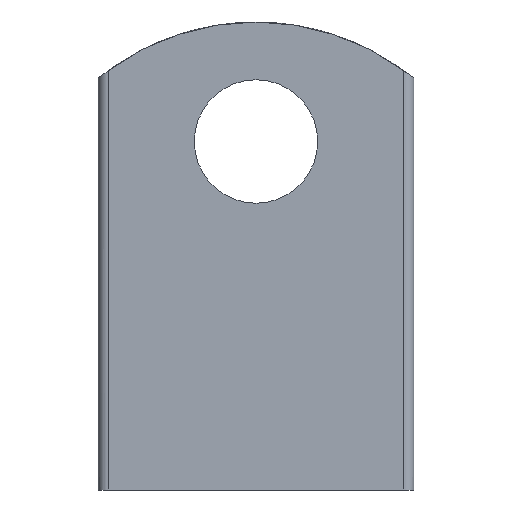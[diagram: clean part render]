
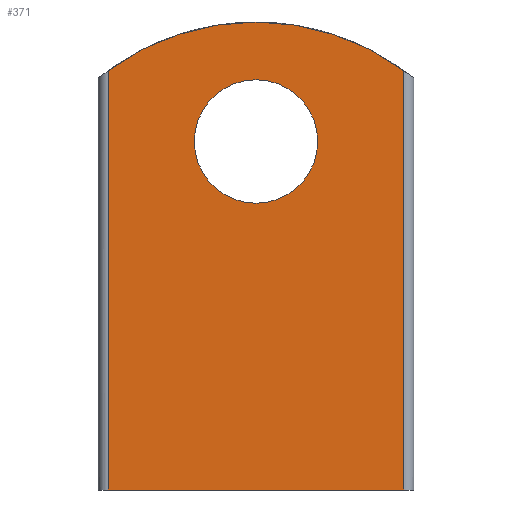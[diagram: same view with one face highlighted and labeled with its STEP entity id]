
A CAD part, front view. The second image highlights one B-rep face of the part: STEP entity #371.
In plain terms, the highlighted planar face has unit normal (0, -1, 0).
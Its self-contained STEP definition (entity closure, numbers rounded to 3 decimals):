
#93 = DIRECTION ( 'NONE',  ( 1., 0., 0. ) ) ;
#94 = ORIENTED_EDGE ( 'NONE', *, *, #1112, .T. ) ;
#204 = CARTESIAN_POINT ( 'NONE',  ( 14.85, -4.25, 8. ) ) ;
#205 = CARTESIAN_POINT ( 'NONE',  ( 14.85, -4.25, 27.112 ) ) ;
#236 = ORIENTED_EDGE ( 'NONE', *, *, #1613, .T. ) ;
#238 = EDGE_LOOP ( 'NONE', ( #294, #236, #2696, #94 ) ) ;
#288 = EDGE_CURVE ( 'NONE', #2655, #1654, #408, .T. ) ;
#294 = ORIENTED_EDGE ( 'NONE', *, *, #1717, .T. ) ;
#371 = ADVANCED_FACE ( 'NONE', ( #3407, #1617 ), #2835, .T. ) ;
#393 = CARTESIAN_POINT ( 'NONE',  ( 0., -4.25, 20. ) ) ;
#408 = CIRCLE ( 'NONE', #1458, 6.2 ) ;
#638 = VERTEX_POINT ( 'NONE', #3607 ) ;
#730 = CIRCLE ( 'NONE', #1580, 25. ) ;
#1112 = EDGE_CURVE ( 'NONE', #638, #3340, #3685, .T. ) ;
#1241 = DIRECTION ( 'NONE',  ( 0., -1., 0. ) ) ;
#1331 = DIRECTION ( 'NONE',  ( 0., 0., -1. ) ) ;
#1376 = CARTESIAN_POINT ( 'NONE',  ( -14.85, -4.25, -15. ) ) ;
#1458 = AXIS2_PLACEMENT_3D ( 'NONE', #393, #1241, #1774 ) ;
#1580 = AXIS2_PLACEMENT_3D ( 'NONE', #3356, #2223, #1331 ) ;
#1613 = EDGE_CURVE ( 'NONE', #3597, #3115, #1692, .T. ) ;
#1617 = FACE_OUTER_BOUND ( 'NONE', #238, .T. ) ;
#1654 = VERTEX_POINT ( 'NONE', #2658 ) ;
#1692 = LINE ( 'NONE', #2871, #3810 ) ;
#1717 = EDGE_CURVE ( 'NONE', #3340, #3597, #730, .T. ) ;
#1774 = DIRECTION ( 'NONE',  ( 1., 0., 0. ) ) ;
#1889 = DIRECTION ( 'NONE',  ( 0., -1., 0. ) ) ;
#2024 = DIRECTION ( 'NONE',  ( 0., 0., -1. ) ) ;
#2144 = DIRECTION ( 'NONE',  ( 1., 0., 0. ) ) ;
#2162 = ORIENTED_EDGE ( 'NONE', *, *, #3160, .F. ) ;
#2214 = DIRECTION ( 'NONE',  ( 1., 0., 0. ) ) ;
#2216 = CARTESIAN_POINT ( 'NONE',  ( 14.85, -4.25, -15. ) ) ;
#2223 = DIRECTION ( 'NONE',  ( 0., -1., 0. ) ) ;
#2310 = VECTOR ( 'NONE', #2476, 1000. ) ;
#2465 = EDGE_LOOP ( 'NONE', ( #2908, #2162 ) ) ;
#2476 = DIRECTION ( 'NONE',  ( 0., 0., 1. ) ) ;
#2534 = EDGE_CURVE ( 'NONE', #3115, #638, #3695, .T. ) ;
#2573 = CARTESIAN_POINT ( 'NONE',  ( 6.2, -4.25, 20. ) ) ;
#2655 = VERTEX_POINT ( 'NONE', #2573 ) ;
#2658 = CARTESIAN_POINT ( 'NONE',  ( -6.2, -4.25, 20. ) ) ;
#2679 = CARTESIAN_POINT ( 'NONE',  ( -14.85, -4.25, 27.112 ) ) ;
#2696 = ORIENTED_EDGE ( 'NONE', *, *, #2534, .T. ) ;
#2835 = PLANE ( 'NONE',  #2930 ) ;
#2871 = CARTESIAN_POINT ( 'NONE',  ( -14.85, -4.25, 8. ) ) ;
#2908 = ORIENTED_EDGE ( 'NONE', *, *, #288, .F. ) ;
#2930 = AXIS2_PLACEMENT_3D ( 'NONE', #204, #1889, #2214 ) ;
#3115 = VERTEX_POINT ( 'NONE', #1376 ) ;
#3124 = AXIS2_PLACEMENT_3D ( 'NONE', #3406, #3726, #2144 ) ;
#3160 = EDGE_CURVE ( 'NONE', #1654, #2655, #3434, .T. ) ;
#3340 = VERTEX_POINT ( 'NONE', #205 ) ;
#3356 = CARTESIAN_POINT ( 'NONE',  ( 0., -4.25, 7. ) ) ;
#3379 = CARTESIAN_POINT ( 'NONE',  ( 14.85, -4.25, 8. ) ) ;
#3406 = CARTESIAN_POINT ( 'NONE',  ( 0., -4.25, 20. ) ) ;
#3407 = FACE_BOUND ( 'NONE', #2465, .T. ) ;
#3434 = CIRCLE ( 'NONE', #3124, 6.2 ) ;
#3504 = VECTOR ( 'NONE', #93, 1000. ) ;
#3597 = VERTEX_POINT ( 'NONE', #2679 ) ;
#3607 = CARTESIAN_POINT ( 'NONE',  ( 14.85, -4.25, -15. ) ) ;
#3685 = LINE ( 'NONE', #3379, #2310 ) ;
#3695 = LINE ( 'NONE', #2216, #3504 ) ;
#3726 = DIRECTION ( 'NONE',  ( 0., -1., 0. ) ) ;
#3810 = VECTOR ( 'NONE', #2024, 1000. ) ;
